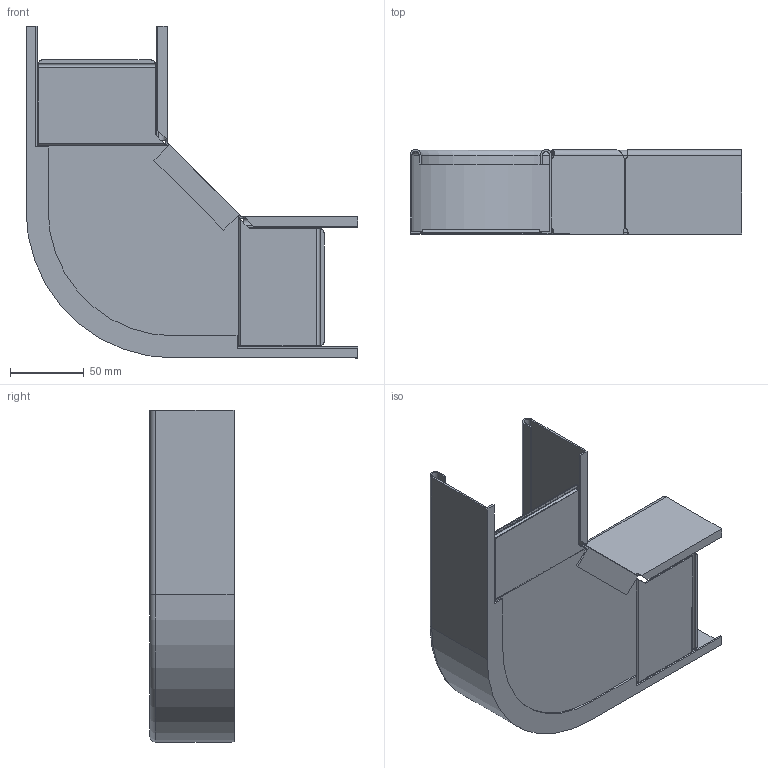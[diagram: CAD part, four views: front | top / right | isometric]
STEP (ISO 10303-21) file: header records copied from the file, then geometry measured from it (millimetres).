
FILE_DESCRIPTION (( 'STEP AP214' ), '1' );
FILE_NAME ('6043260.STEP', '2025-02-11T10:39:40', ( '' ), ( '' ), 'SwSTEP 2.0', 'SolidWorks 2024', '' );
FILE_SCHEMA (( 'AUTOMOTIVE_DESIGN' ));
Length unit declared in the file: millimetre
Products named in the file (4): 167734_100; 167733_100; 167655_60x90°; 6043260
Assembly tree (3 placements, depth 2):
  6043260
    167734_100
    167733_100
    167655_60x90°
Bounding box: 225 x 57 x 225 mm (x, y, z)
Volume: 81638.2 mm3; surface area: 154622.2 mm2
Topology: 3 solids, 3 shells, 165 faces, 425 edges, 266 vertices
Faces by surface type: plane 112, cylinder 39, bspline 12, torus 2
Entity records: 5488 total; most frequent: CARTESIAN_POINT 1507, ORIENTED_EDGE 850, DIRECTION 733, EDGE_CURVE 425, VECTOR 285, LINE 285, VERTEX_POINT 266, AXIS2_PLACEMENT_3D 224
